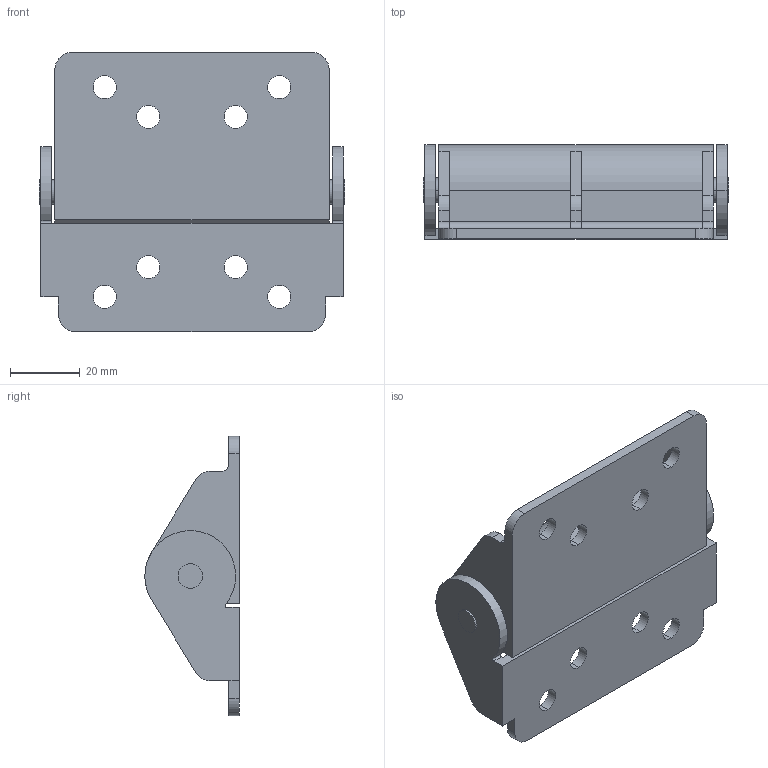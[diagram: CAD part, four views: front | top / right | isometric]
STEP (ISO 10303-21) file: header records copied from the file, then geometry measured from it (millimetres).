
FILE_DESCRIPTION (( 'STEP AP203' ), '1' );
FILE_NAME ('B-153.STEP', '2010-01-20T02:13:36', ( ' ' ), ( ' ' ), 'SwSTEP 2.0', 'SolidWorks 2007', '' );
FILE_SCHEMA (( 'CONFIG_CONTROL_DESIGN' ));
Length unit declared in the file: millimetre
Products named in the file (4): B-153; B-153僺儞__棉太倌; B-153僸儞僕A__棉太倌; B-153僸儞僕B__棉太倌
Assembly tree (3 placements, depth 2):
  B-153
    B-153僸儞僕A__棉太倌
    B-153僸儞僕B__棉太倌
    B-153僺儞__棉太倌
Bounding box: 87.5 x 27 x 80 mm (x, y, z)
Volume: 66882.8 mm3; surface area: 26957.9 mm2
Topology: 3 solids, 3 shells, 78 faces, 216 edges, 144 vertices
Faces by surface type: cylinder 44, plane 34
Entity records: 2990 total; most frequent: DIRECTION 476, CARTESIAN_POINT 444, ORIENTED_EDGE 432, EDGE_CURVE 216, AXIS2_PLACEMENT_3D 176, VERTEX_POINT 144, VECTOR 124, LINE 124
